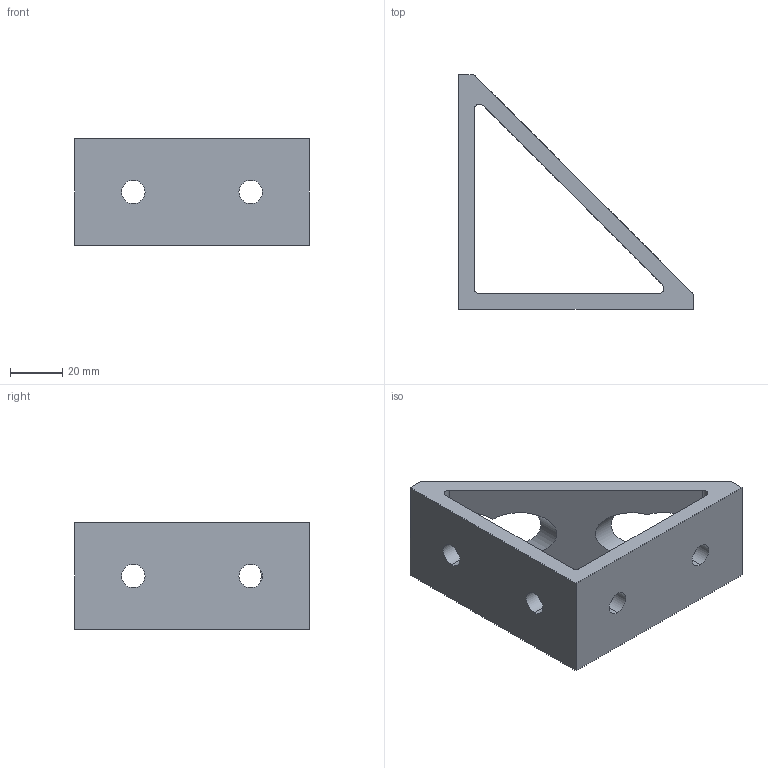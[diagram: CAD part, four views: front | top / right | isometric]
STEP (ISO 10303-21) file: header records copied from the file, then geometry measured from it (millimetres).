
FILE_DESCRIPTION (( 'STEP AP203' ), '1' );
FILE_NAME ('148914.step', '2021-06-03T16:09:05', ( '' ), ( '' ), 'SwSTEP 2.0', 'SolidWorks 2021', '' );
FILE_SCHEMA (( 'CONFIG_CONTROL_DESIGN' ));
Length unit declared in the file: millimetre
Products named in the file (1): 148914
Bounding box: 90 x 90 x 41 mm (x, y, z)
Volume: 61706.6 mm3; surface area: 25378.8 mm2
Topology: 1 solids, 1 shells, 33 faces, 94 edges, 62 vertices
Faces by surface type: cylinder 23, plane 10
Entity records: 1318 total; most frequent: CARTESIAN_POINT 386, ORIENTED_EDGE 188, DIRECTION 168, EDGE_CURVE 94, VERTEX_POINT 62, AXIS2_PLACEMENT_3D 62, EDGE_LOOP 46, VECTOR 44
